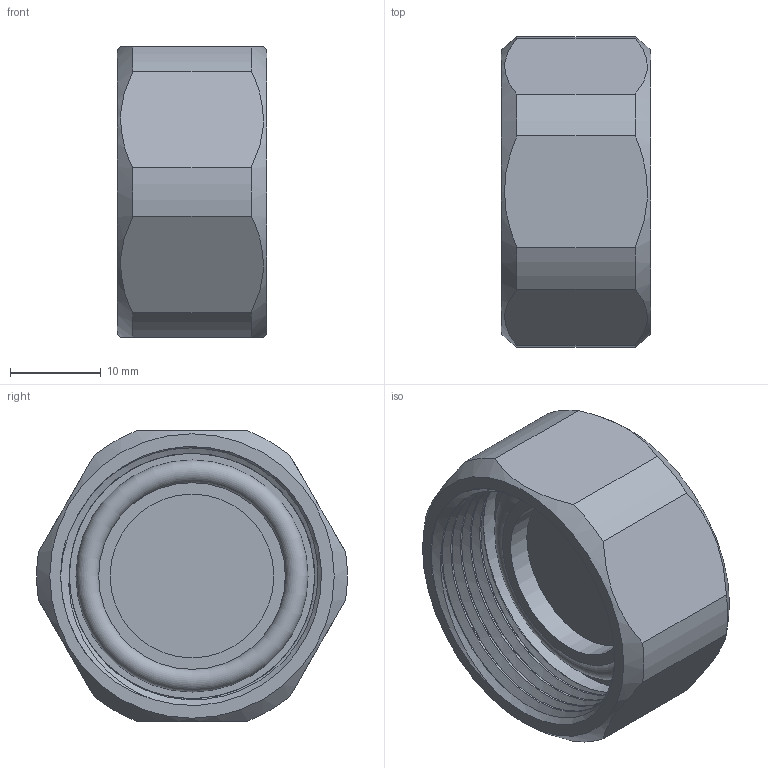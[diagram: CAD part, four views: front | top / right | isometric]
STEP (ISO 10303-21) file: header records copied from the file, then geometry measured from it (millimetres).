
FILE_DESCRIPTION (( 'STEP AP203' ), '1' );
FILE_NAME ('SC2079_3D.step', '2021-05-11T20:02:38', ( '' ), ( '' ), 'SwSTEP 2.0', 'SolidWorks 2020', '' );
FILE_SCHEMA (( 'CONFIG_CONTROL_DESIGN' ));
Length unit declared in the file: inch
Products named in the file (1): SC2079_3D
Bounding box: 16.51 x 34.24 x 32 mm (x, y, z)
Volume: 8556.6 mm3; surface area: 5518.9 mm2
Topology: 1 solids, 2 shells, 33 faces, 79 edges, 53 vertices
Faces by surface type: plane 13, cylinder 11, cone 4, bspline 3, torus 2
Full cylindrical faces by diameter (mm): 18.06 x1, 20.6 x2, 29.076 x1
Entity records: 2188 total; most frequent: CARTESIAN_POINT 1439, ORIENTED_EDGE 132, DIRECTION 130, EDGE_CURVE 66, AXIS2_PLACEMENT_3D 59, VERTEX_POINT 48, EDGE_LOOP 46, FACE_OUTER_BOUND 39
